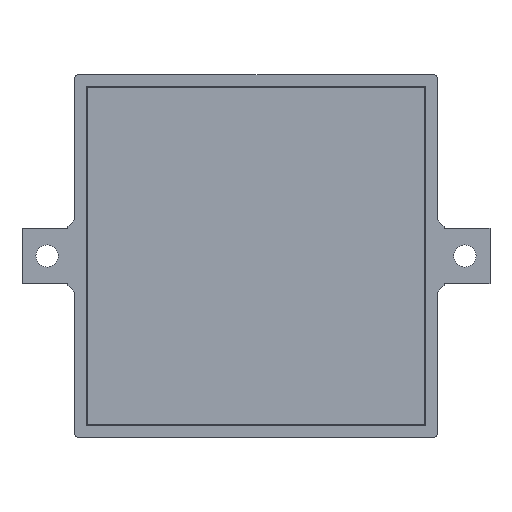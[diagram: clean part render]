
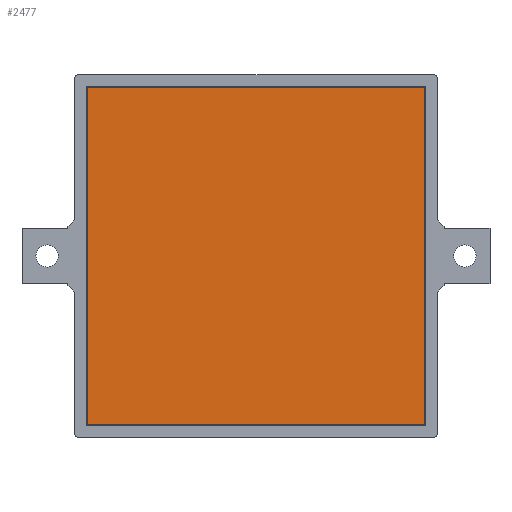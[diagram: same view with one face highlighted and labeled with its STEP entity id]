
A CAD part, front view. The second image highlights one B-rep face of the part: STEP entity #2477.
In plain terms, the highlighted planar face has unit normal (0, -1, 0).
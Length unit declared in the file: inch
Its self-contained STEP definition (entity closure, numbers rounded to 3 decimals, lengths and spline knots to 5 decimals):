
#8 = EDGE_LOOP ( 'NONE', ( #834, #3242, #430, #335 ) ) ;
#26 = FACE_OUTER_BOUND ( 'NONE', #8, .T. ) ;
#153 = LINE ( 'NONE', #950, #915 ) ;
#163 = VERTEX_POINT ( 'NONE', #1321 ) ;
#213 = VERTEX_POINT ( 'NONE', #2696 ) ;
#335 = ORIENTED_EDGE ( 'NONE', *, *, #681, .F. ) ;
#336 = DIRECTION ( 'NONE',  ( 0., 0., -1. ) ) ;
#391 = EDGE_CURVE ( 'NONE', #213, #2718, #2121, .T. ) ;
#430 = ORIENTED_EDGE ( 'NONE', *, *, #737, .F. ) ;
#506 = LINE ( 'NONE', #2512, #1474 ) ;
#537 = DIRECTION ( 'NONE',  ( 0., 1., 0. ) ) ;
#665 = VECTOR ( 'NONE', #1866, 39.37008 ) ;
#681 = EDGE_CURVE ( 'NONE', #163, #2616, #506, .T. ) ;
#737 = EDGE_CURVE ( 'NONE', #2616, #213, #1493, .T. ) ;
#834 = ORIENTED_EDGE ( 'NONE', *, *, #1707, .F. ) ;
#915 = VECTOR ( 'NONE', #3008, 39.37008 ) ;
#950 = CARTESIAN_POINT ( 'NONE',  ( -0.24016, 0., -0.23832 ) ) ;
#1321 = CARTESIAN_POINT ( 'NONE',  ( -0.23832, 0., -0.23832 ) ) ;
#1474 = VECTOR ( 'NONE', #2492, 39.37008 ) ;
#1493 = LINE ( 'NONE', #2281, #665 ) ;
#1546 = DIRECTION ( 'NONE',  ( 1., 0., 0. ) ) ;
#1599 = PLANE ( 'NONE',  #1620 ) ;
#1620 = AXIS2_PLACEMENT_3D ( 'NONE', #3089, #537, #1546 ) ;
#1707 = EDGE_CURVE ( 'NONE', #2718, #163, #153, .T. ) ;
#1743 = VECTOR ( 'NONE', #336, 39.37008 ) ;
#1818 = CARTESIAN_POINT ( 'NONE',  ( 0.23832, 0., -0.24016 ) ) ;
#1866 = DIRECTION ( 'NONE',  ( 1., 0., 0. ) ) ;
#2121 = LINE ( 'NONE', #1818, #1743 ) ;
#2257 = CARTESIAN_POINT ( 'NONE',  ( 0.23832, 0., -0.23832 ) ) ;
#2281 = CARTESIAN_POINT ( 'NONE',  ( 0.24016, 0., 0.23832 ) ) ;
#2477 = ADVANCED_FACE ( 'NONE', ( #26 ), #1599, .F. ) ;
#2492 = DIRECTION ( 'NONE',  ( 0., 0., 1. ) ) ;
#2512 = CARTESIAN_POINT ( 'NONE',  ( -0.23832, 0., 0.24016 ) ) ;
#2616 = VERTEX_POINT ( 'NONE', #3185 ) ;
#2696 = CARTESIAN_POINT ( 'NONE',  ( 0.23832, 0., 0.23832 ) ) ;
#2718 = VERTEX_POINT ( 'NONE', #2257 ) ;
#3008 = DIRECTION ( 'NONE',  ( -1., 0., 0. ) ) ;
#3089 = CARTESIAN_POINT ( 'NONE',  ( 0., 0., 0. ) ) ;
#3185 = CARTESIAN_POINT ( 'NONE',  ( -0.23832, 0., 0.23832 ) ) ;
#3242 = ORIENTED_EDGE ( 'NONE', *, *, #391, .F. ) ;
